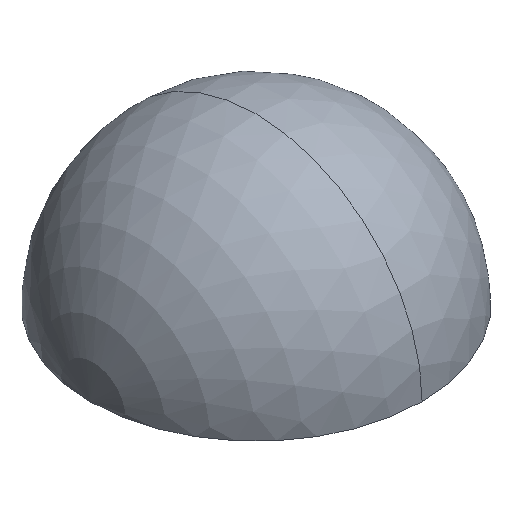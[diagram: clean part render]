
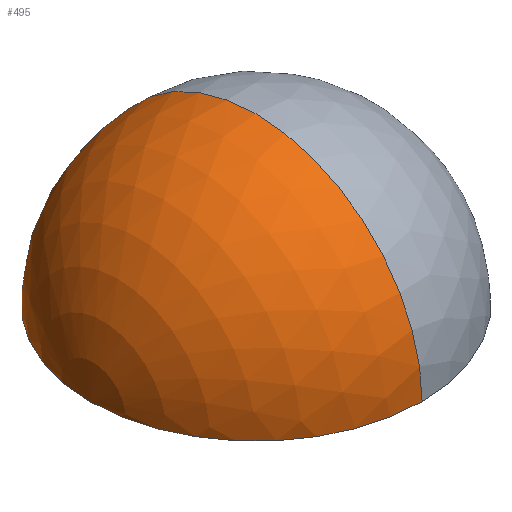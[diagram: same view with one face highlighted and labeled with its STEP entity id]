
A CAD part, isometric view. The second image highlights one B-rep face of the part: STEP entity #495.
In plain terms, the highlighted spherical face has radius 8.5 mm.
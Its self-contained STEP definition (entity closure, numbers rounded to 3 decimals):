
#7 = AXIS2_PLACEMENT_3D ( 'NONE', #1102, #96, #927 ) ;
#48 = DIRECTION ( 'NONE',  ( 0., 0., -1. ) ) ;
#53 = AXIS2_PLACEMENT_3D ( 'NONE', #491, #680, #185 ) ;
#73 = CARTESIAN_POINT ( 'NONE',  ( 0., 8.5, 0. ) ) ;
#96 = DIRECTION ( 'NONE',  ( -1., 0., 0. ) ) ;
#147 = EDGE_CURVE ( 'NONE', #603, #870, #716, .T. ) ;
#185 = DIRECTION ( 'NONE',  ( 0., 0., -1. ) ) ;
#197 = EDGE_LOOP ( 'NONE', ( #546, #562, #967 ) ) ;
#238 = DIRECTION ( 'NONE',  ( 0., 1., 0. ) ) ;
#274 = CIRCLE ( 'NONE', #53, 8.5 ) ;
#281 = CARTESIAN_POINT ( 'NONE',  ( 0., 0., 0. ) ) ;
#318 = AXIS2_PLACEMENT_3D ( 'NONE', #913, #48, #238 ) ;
#375 = EDGE_CURVE ( 'NONE', #474, #870, #536, .T. ) ;
#418 = FACE_OUTER_BOUND ( 'NONE', #197, .T. ) ;
#426 = DIRECTION ( 'NONE',  ( -1., 0., 0. ) ) ;
#474 = VERTEX_POINT ( 'NONE', #670 ) ;
#491 = CARTESIAN_POINT ( 'NONE',  ( 0., 0., 0. ) ) ;
#495 = ADVANCED_FACE ( 'NONE', ( #418 ), #1106, .T. ) ;
#520 = AXIS2_PLACEMENT_3D ( 'NONE', #281, #426, #947 ) ;
#536 = CIRCLE ( 'NONE', #318, 8.5 ) ;
#546 = ORIENTED_EDGE ( 'NONE', *, *, #815, .F. ) ;
#562 = ORIENTED_EDGE ( 'NONE', *, *, #147, .T. ) ;
#603 = VERTEX_POINT ( 'NONE', #784 ) ;
#670 = CARTESIAN_POINT ( 'NONE',  ( 0., -8.5, 0. ) ) ;
#680 = DIRECTION ( 'NONE',  ( 1., 0., 0. ) ) ;
#716 = CIRCLE ( 'NONE', #520, 8.5 ) ;
#784 = CARTESIAN_POINT ( 'NONE',  ( 0., 0., 8.5 ) ) ;
#815 = EDGE_CURVE ( 'NONE', #603, #474, #274, .T. ) ;
#870 = VERTEX_POINT ( 'NONE', #73 ) ;
#913 = CARTESIAN_POINT ( 'NONE',  ( 0., 0., 0. ) ) ;
#927 = DIRECTION ( 'NONE',  ( 0., -1., 0. ) ) ;
#947 = DIRECTION ( 'NONE',  ( 0., -1., 0. ) ) ;
#967 = ORIENTED_EDGE ( 'NONE', *, *, #375, .F. ) ;
#1102 = CARTESIAN_POINT ( 'NONE',  ( 0., 0., 0. ) ) ;
#1106 = SPHERICAL_SURFACE ( 'NONE', #7, 8.5 ) ;
